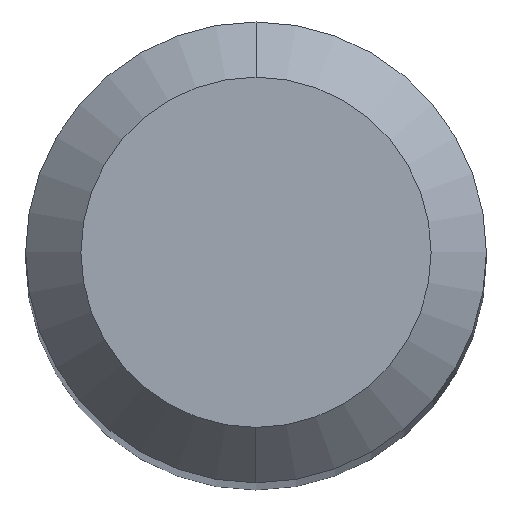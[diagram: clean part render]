
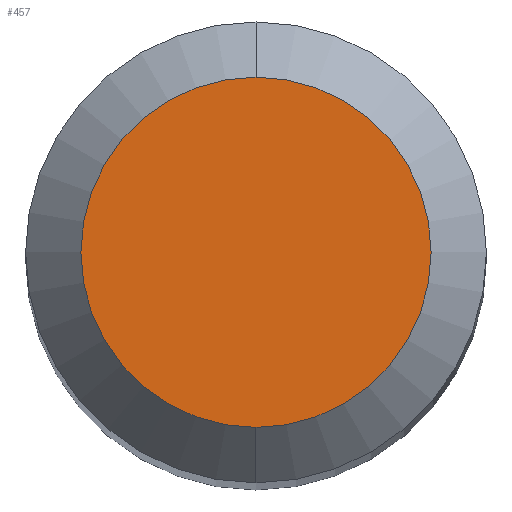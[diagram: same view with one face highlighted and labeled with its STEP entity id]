
A CAD part, top view. The second image highlights one B-rep face of the part: STEP entity #457.
In plain terms, the highlighted planar face has unit normal (0, 0, 1).
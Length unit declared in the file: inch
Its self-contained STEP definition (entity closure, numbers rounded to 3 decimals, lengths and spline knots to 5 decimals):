
#8 = CIRCLE ( 'NONE', #289, 0.0475 ) ;
#9 = DIRECTION ( 'NONE',  ( 0., -1., 0. ) ) ;
#14 = CARTESIAN_POINT ( 'NONE',  ( 0., 0.0475, 0. ) ) ;
#56 = CIRCLE ( 'NONE', #503, 0.0475 ) ;
#61 = FACE_OUTER_BOUND ( 'NONE', #473, .T. ) ;
#64 = DIRECTION ( 'NONE',  ( 0., -1., 0. ) ) ;
#87 = AXIS2_PLACEMENT_3D ( 'NONE', #290, #464, #101 ) ;
#101 = DIRECTION ( 'NONE',  ( 0., 1., 0. ) ) ;
#122 = VERTEX_POINT ( 'NONE', #14 ) ;
#134 = PLANE ( 'NONE',  #87 ) ;
#156 = CARTESIAN_POINT ( 'NONE',  ( 0., 0., 0. ) ) ;
#220 = CARTESIAN_POINT ( 'NONE',  ( 0., -0.0475, 0. ) ) ;
#245 = EDGE_CURVE ( 'NONE', #122, #484, #8, .T. ) ;
#267 = ORIENTED_EDGE ( 'NONE', *, *, #476, .T. ) ;
#289 = AXIS2_PLACEMENT_3D ( 'NONE', #156, #313, #9 ) ;
#290 = CARTESIAN_POINT ( 'NONE',  ( 0., 0.0475, 0. ) ) ;
#313 = DIRECTION ( 'NONE',  ( 0., 0., 1. ) ) ;
#355 = ORIENTED_EDGE ( 'NONE', *, *, #245, .T. ) ;
#422 = DIRECTION ( 'NONE',  ( 0., 0., 1. ) ) ;
#426 = CARTESIAN_POINT ( 'NONE',  ( 0., 0., 0. ) ) ;
#457 = ADVANCED_FACE ( 'NONE', ( #61 ), #134, .F. ) ;
#464 = DIRECTION ( 'NONE',  ( 0., 0., -1. ) ) ;
#473 = EDGE_LOOP ( 'NONE', ( #355, #267 ) ) ;
#476 = EDGE_CURVE ( 'NONE', #484, #122, #56, .T. ) ;
#484 = VERTEX_POINT ( 'NONE', #220 ) ;
#503 = AXIS2_PLACEMENT_3D ( 'NONE', #426, #422, #64 ) ;
